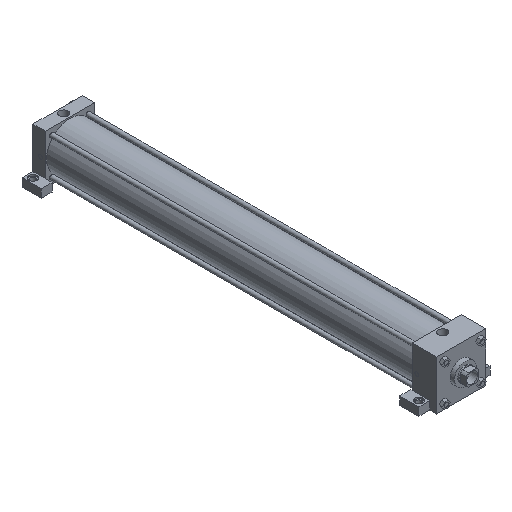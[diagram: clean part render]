
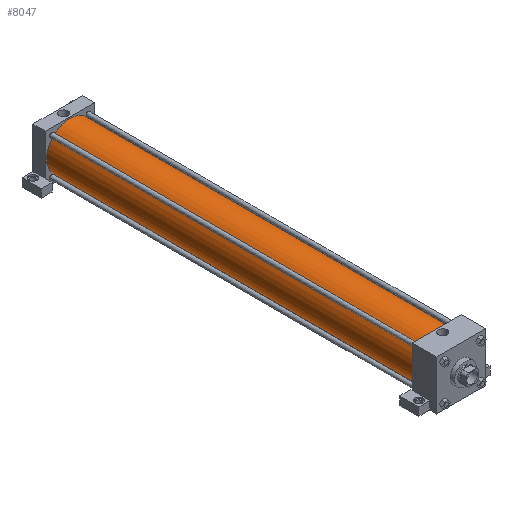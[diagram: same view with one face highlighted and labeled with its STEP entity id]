
A CAD part, isometric view. The second image highlights one B-rep face of the part: STEP entity #8047.
In plain terms, the highlighted cylindrical face has radius 53.975 mm (diameter 107.95 mm), a full revolution.
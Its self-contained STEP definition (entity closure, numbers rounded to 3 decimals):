
#1250=EDGE_CURVE('',#1256,#1256,#1251,.T.);
#1251=CIRCLE('',#1252,53.975);
#1252=AXIS2_PLACEMENT_3D('',#1253,#1254,#1255);
#1253=CARTESIAN_POINT('',(0.,82.55,0.));
#1254=DIRECTION('',(0.,1.,0.));
#1255=DIRECTION('',(1.,0.,0.));
#1256=VERTEX_POINT('',#1257);
#1257=CARTESIAN_POINT('',(53.975,82.55,0.));
#2043=FACE_OUTER_BOUND('',#2045,.T.);
#2044=FACE_BOUND('',#2046,.T.);
#2045=EDGE_LOOP('',(#2047));
#2046=EDGE_LOOP('',(#2056));
#2047=ORIENTED_EDGE('',*,*,#2048,.F.);
#2048=EDGE_CURVE('',#2054,#2054,#2049,.T.);
#2049=CIRCLE('',#2050,53.975);
#2050=AXIS2_PLACEMENT_3D('',#2051,#2052,#2053);
#2051=CARTESIAN_POINT('',(0.,933.45,0.));
#2052=DIRECTION('',(0.,1.,0.));
#2053=DIRECTION('',(1.,0.,0.));
#2054=VERTEX_POINT('',#2055);
#2055=CARTESIAN_POINT('',(53.975,933.45,0.));
#2056=ORIENTED_EDGE('',*,*,#1250,.T.);
#2057=CYLINDRICAL_SURFACE('',#2058,53.975);
#2058=AXIS2_PLACEMENT_3D('',#2059,#2060,#2061);
#2059=CARTESIAN_POINT('',(0.,933.45,0.));
#2060=DIRECTION('',(0.,-1.,0.));
#2061=DIRECTION('',(0.,0.,-1.));
#8047=ADVANCED_FACE('',(#2043,#2044),#2057,.T.);
